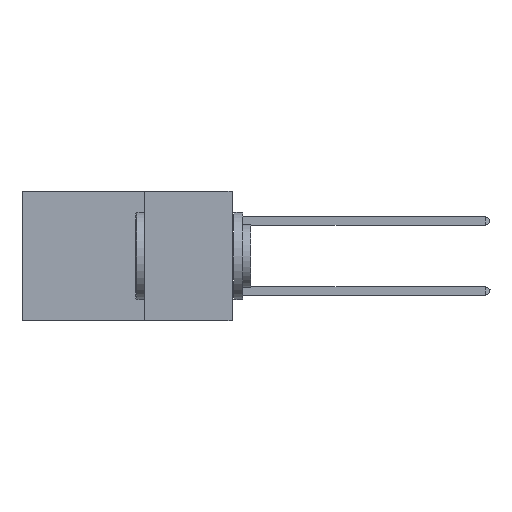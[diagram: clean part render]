
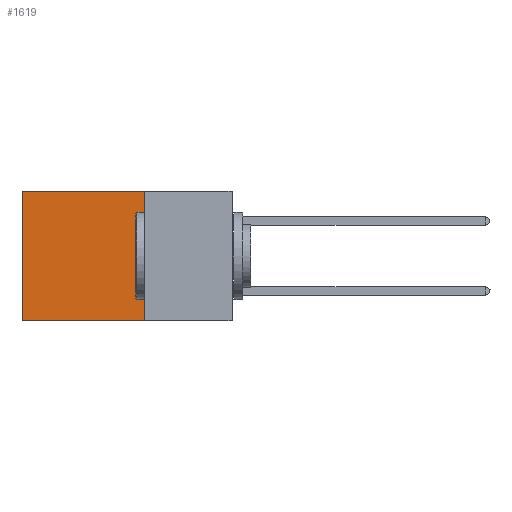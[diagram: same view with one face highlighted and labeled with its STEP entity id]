
A CAD part, left-side view. The second image highlights one B-rep face of the part: STEP entity #1619.
In plain terms, the highlighted planar face has unit normal (-1, 0, 0).
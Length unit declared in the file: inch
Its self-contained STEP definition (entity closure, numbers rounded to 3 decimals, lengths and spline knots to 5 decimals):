
#270 = CARTESIAN_POINT ( 'NONE',  ( 0.2875, 0.25, 0. ) ) ;
#425 = CARTESIAN_POINT ( 'NONE',  ( 0.2875, 0.25, 0. ) ) ;
#1194 = EDGE_CURVE ( 'NONE', #3074, #12123, #14804, .T. ) ;
#1619 = ADVANCED_FACE ( 'NONE', ( #15801 ), #11021, .F. ) ;
#2572 = VECTOR ( 'NONE', #8209, 39.37008 ) ;
#3074 = VERTEX_POINT ( 'NONE', #270 ) ;
#3510 = CARTESIAN_POINT ( 'NONE',  ( 0.2875, 0.25, 0. ) ) ;
#3571 = CARTESIAN_POINT ( 'NONE',  ( 0.2875, 0.6, -0.37 ) ) ;
#3695 = CARTESIAN_POINT ( 'NONE',  ( 0.2875, 0.25, -0.37 ) ) ;
#3916 = CARTESIAN_POINT ( 'NONE',  ( 0.2875, 0.6, 0. ) ) ;
#4150 = EDGE_CURVE ( 'NONE', #3074, #15349, #16752, .T. ) ;
#4523 = DIRECTION ( 'NONE',  ( 1., 0., 0. ) ) ;
#5153 = VERTEX_POINT ( 'NONE', #3571 ) ;
#5606 = EDGE_CURVE ( 'NONE', #12123, #5153, #9272, .T. ) ;
#5985 = DIRECTION ( 'NONE',  ( 0., 0., -1. ) ) ;
#8209 = DIRECTION ( 'NONE',  ( 0., 0., -1. ) ) ;
#9272 = LINE ( 'NONE', #3695, #11571 ) ;
#10195 = DIRECTION ( 'NONE',  ( 0., 1., 0. ) ) ;
#10625 = DIRECTION ( 'NONE',  ( 0., 1., 0. ) ) ;
#10994 = CARTESIAN_POINT ( 'NONE',  ( 0.2875, 0.25, -0.37 ) ) ;
#11021 = PLANE ( 'NONE',  #15294 ) ;
#11125 = EDGE_CURVE ( 'NONE', #15349, #5153, #12207, .T. ) ;
#11286 = ORIENTED_EDGE ( 'NONE', *, *, #11125, .T. ) ;
#11571 = VECTOR ( 'NONE', #10195, 39.37008 ) ;
#12001 = CARTESIAN_POINT ( 'NONE',  ( 0.2875, 0.6, 0. ) ) ;
#12123 = VERTEX_POINT ( 'NONE', #10994 ) ;
#12207 = LINE ( 'NONE', #3916, #2572 ) ;
#12314 = ORIENTED_EDGE ( 'NONE', *, *, #1194, .F. ) ;
#13414 = ORIENTED_EDGE ( 'NONE', *, *, #5606, .F. ) ;
#13940 = ORIENTED_EDGE ( 'NONE', *, *, #4150, .T. ) ;
#14188 = DIRECTION ( 'NONE',  ( 0., 0., -1. ) ) ;
#14198 = VECTOR ( 'NONE', #14188, 39.37008 ) ;
#14804 = LINE ( 'NONE', #3510, #14198 ) ;
#15041 = EDGE_LOOP ( 'NONE', ( #11286, #13414, #12314, #13940 ) ) ;
#15294 = AXIS2_PLACEMENT_3D ( 'NONE', #425, #4523, #5985 ) ;
#15349 = VERTEX_POINT ( 'NONE', #12001 ) ;
#15514 = VECTOR ( 'NONE', #10625, 39.37008 ) ;
#15801 = FACE_OUTER_BOUND ( 'NONE', #15041, .T. ) ;
#15882 = CARTESIAN_POINT ( 'NONE',  ( 0.2875, 0.25, 0. ) ) ;
#16752 = LINE ( 'NONE', #15882, #15514 ) ;
